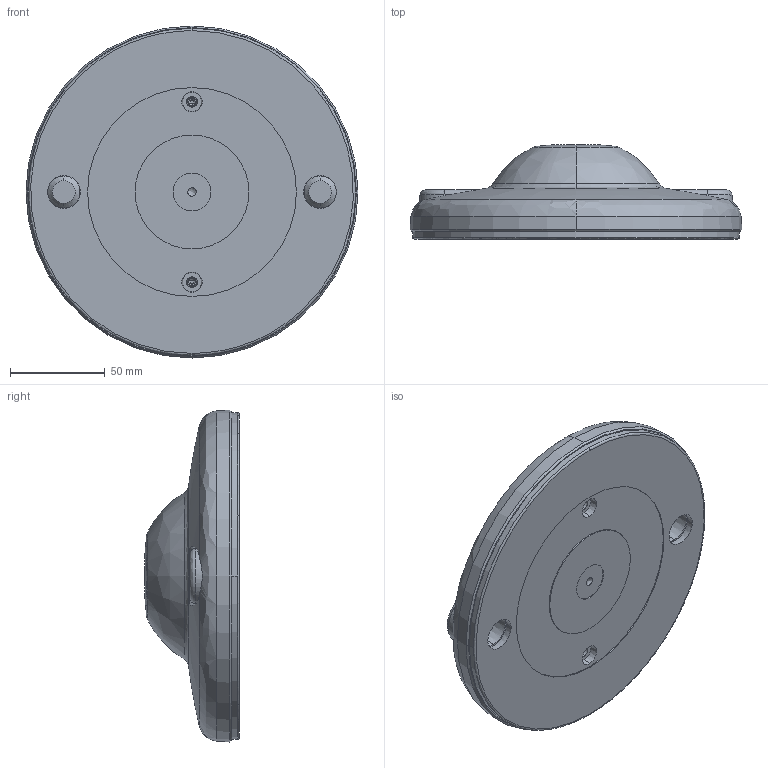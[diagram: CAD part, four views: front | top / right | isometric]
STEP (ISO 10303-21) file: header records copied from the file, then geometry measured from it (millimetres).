
FILE_DESCRIPTION (( 'STEP AP214' ), '1' );
FILE_NAME ('098ck175kbzg.STEP', '2014-09-10T05:59:41', ( '' ), ( '' ), 'SwSTEP 2.0', 'SolidWorks 2014', '' );
FILE_SCHEMA (( 'AUTOMOTIVE_DESIGN' ));
Length unit declared in the file: inch
Products named in the file (1): 098ck175kbzg
Bounding box: 174.85 x 49.83 x 174.85 mm (x, y, z)
Surface area: 156865.6 mm2 (no closed solid volume)
Topology: 0 solids, 2 shells, 841 faces, 2113 edges, 1276 vertices
Faces by surface type: bspline 541, cone 121, plane 112, cylinder 67
Entity records: 52741 total; most frequent: CARTESIAN_POINT 25389, ORIENTED_EDGE 4193, DIRECTION 2461, EDGE_CURVE 2098, VERTEX_POINT 1275, AXIS2_PLACEMENT_3D 1034, B_SPLINE_CURVE_WITH_KNOTS 925, EDGE_LOOP 864
